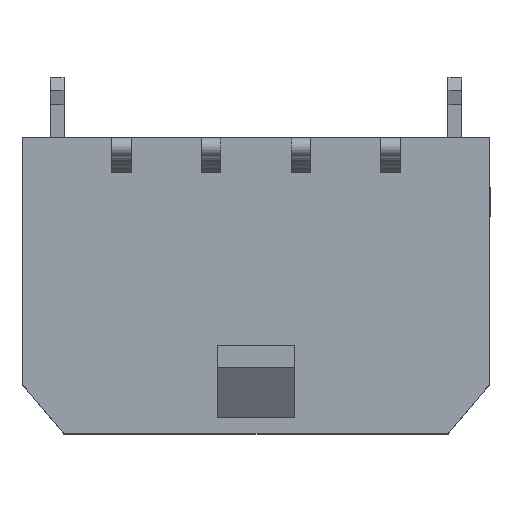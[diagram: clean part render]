
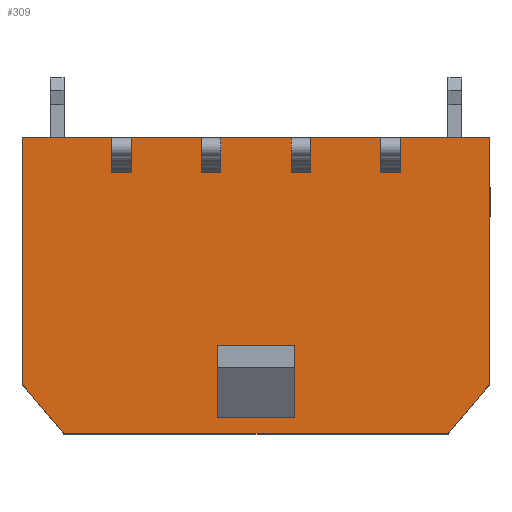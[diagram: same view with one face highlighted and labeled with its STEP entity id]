
A CAD part, top view. The second image highlights one B-rep face of the part: STEP entity #309.
In plain terms, the highlighted planar face has unit normal (0, 0, 1).
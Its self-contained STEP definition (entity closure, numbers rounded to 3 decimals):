
#309=ADVANCED_FACE('',(#653,#654,#655,#656,#657,#658),#495,.T.);
#495=PLANE('',#3403);
#653=FACE_BOUND('',#680,.T.);
#654=FACE_BOUND('',#681,.T.);
#655=FACE_BOUND('',#682,.T.);
#656=FACE_BOUND('',#683,.T.);
#657=FACE_BOUND('',#684,.T.);
#658=FACE_BOUND('',#685,.T.);
#680=EDGE_LOOP('',(#900,#901,#902,#903,#904,#905));
#681=EDGE_LOOP('',(#906,#907,#908,#909));
#682=EDGE_LOOP('',(#910,#911,#912,#913));
#683=EDGE_LOOP('',(#914,#915,#916,#917));
#684=EDGE_LOOP('',(#918,#919,#920,#921));
#685=EDGE_LOOP('',(#922,#923,#924,#925));
#900=ORIENTED_EDGE('',*,*,#2142,.F.);
#901=ORIENTED_EDGE('',*,*,#2143,.F.);
#902=ORIENTED_EDGE('',*,*,#2144,.T.);
#903=ORIENTED_EDGE('',*,*,#2145,.T.);
#904=ORIENTED_EDGE('',*,*,#2146,.F.);
#905=ORIENTED_EDGE('',*,*,#2147,.F.);
#906=ORIENTED_EDGE('',*,*,#2148,.T.);
#907=ORIENTED_EDGE('',*,*,#2149,.T.);
#908=ORIENTED_EDGE('',*,*,#2150,.F.);
#909=ORIENTED_EDGE('',*,*,#2151,.F.);
#910=ORIENTED_EDGE('',*,*,#2152,.T.);
#911=ORIENTED_EDGE('',*,*,#2153,.T.);
#912=ORIENTED_EDGE('',*,*,#2154,.T.);
#913=ORIENTED_EDGE('',*,*,#2155,.F.);
#914=ORIENTED_EDGE('',*,*,#2156,.T.);
#915=ORIENTED_EDGE('',*,*,#2157,.T.);
#916=ORIENTED_EDGE('',*,*,#2158,.T.);
#917=ORIENTED_EDGE('',*,*,#2159,.F.);
#918=ORIENTED_EDGE('',*,*,#2160,.T.);
#919=ORIENTED_EDGE('',*,*,#2161,.T.);
#920=ORIENTED_EDGE('',*,*,#2162,.T.);
#921=ORIENTED_EDGE('',*,*,#2163,.F.);
#922=ORIENTED_EDGE('',*,*,#2164,.T.);
#923=ORIENTED_EDGE('',*,*,#2165,.T.);
#924=ORIENTED_EDGE('',*,*,#2166,.T.);
#925=ORIENTED_EDGE('',*,*,#2167,.F.);
#1838=VERTEX_POINT('',#4602);
#1839=VERTEX_POINT('',#4603);
#1840=VERTEX_POINT('',#4605);
#1841=VERTEX_POINT('',#4607);
#1842=VERTEX_POINT('',#4609);
#1843=VERTEX_POINT('',#4611);
#1844=VERTEX_POINT('',#4614);
#1845=VERTEX_POINT('',#4615);
#1846=VERTEX_POINT('',#4617);
#1847=VERTEX_POINT('',#4619);
#1848=VERTEX_POINT('',#4622);
#1849=VERTEX_POINT('',#4623);
#1850=VERTEX_POINT('',#4625);
#1851=VERTEX_POINT('',#4627);
#1852=VERTEX_POINT('',#4630);
#1853=VERTEX_POINT('',#4631);
#1854=VERTEX_POINT('',#4633);
#1855=VERTEX_POINT('',#4635);
#1856=VERTEX_POINT('',#4638);
#1857=VERTEX_POINT('',#4639);
#1858=VERTEX_POINT('',#4641);
#1859=VERTEX_POINT('',#4643);
#1860=VERTEX_POINT('',#4646);
#1861=VERTEX_POINT('',#4647);
#1862=VERTEX_POINT('',#4649);
#1863=VERTEX_POINT('',#4651);
#2142=EDGE_CURVE('',#1838,#1839,#2611,.T.);
#2143=EDGE_CURVE('',#1840,#1838,#2612,.T.);
#2144=EDGE_CURVE('',#1840,#1841,#2613,.T.);
#2145=EDGE_CURVE('',#1841,#1842,#2614,.T.);
#2146=EDGE_CURVE('',#1843,#1842,#2615,.T.);
#2147=EDGE_CURVE('',#1839,#1843,#2616,.T.);
#2148=EDGE_CURVE('',#1844,#1845,#2617,.T.);
#2149=EDGE_CURVE('',#1845,#1846,#2618,.T.);
#2150=EDGE_CURVE('',#1847,#1846,#2619,.T.);
#2151=EDGE_CURVE('',#1844,#1847,#2620,.T.);
#2152=EDGE_CURVE('',#1848,#1849,#2621,.T.);
#2153=EDGE_CURVE('',#1849,#1850,#2622,.T.);
#2154=EDGE_CURVE('',#1850,#1851,#2623,.T.);
#2155=EDGE_CURVE('',#1848,#1851,#2624,.T.);
#2156=EDGE_CURVE('',#1852,#1853,#2625,.T.);
#2157=EDGE_CURVE('',#1853,#1854,#2626,.T.);
#2158=EDGE_CURVE('',#1854,#1855,#2627,.T.);
#2159=EDGE_CURVE('',#1852,#1855,#2628,.T.);
#2160=EDGE_CURVE('',#1856,#1857,#2629,.T.);
#2161=EDGE_CURVE('',#1857,#1858,#2630,.T.);
#2162=EDGE_CURVE('',#1858,#1859,#2631,.T.);
#2163=EDGE_CURVE('',#1856,#1859,#2632,.T.);
#2164=EDGE_CURVE('',#1860,#1861,#2633,.T.);
#2165=EDGE_CURVE('',#1861,#1862,#2634,.T.);
#2166=EDGE_CURVE('',#1862,#1863,#2635,.T.);
#2167=EDGE_CURVE('',#1860,#1863,#2636,.T.);
#2611=LINE('',#4601,#3016);
#2612=LINE('',#4604,#3017);
#2613=LINE('',#4606,#3018);
#2614=LINE('',#4608,#3019);
#2615=LINE('',#4610,#3020);
#2616=LINE('',#4612,#3021);
#2617=LINE('',#4613,#3022);
#2618=LINE('',#4616,#3023);
#2619=LINE('',#4618,#3024);
#2620=LINE('',#4620,#3025);
#2621=LINE('',#4621,#3026);
#2622=LINE('',#4624,#3027);
#2623=LINE('',#4626,#3028);
#2624=LINE('',#4628,#3029);
#2625=LINE('',#4629,#3030);
#2626=LINE('',#4632,#3031);
#2627=LINE('',#4634,#3032);
#2628=LINE('',#4636,#3033);
#2629=LINE('',#4637,#3034);
#2630=LINE('',#4640,#3035);
#2631=LINE('',#4642,#3036);
#2632=LINE('',#4644,#3037);
#2633=LINE('',#4645,#3038);
#2634=LINE('',#4648,#3039);
#2635=LINE('',#4650,#3040);
#2636=LINE('',#4652,#3041);
#3016=VECTOR('',#3676,1.);
#3017=VECTOR('',#3677,1.);
#3018=VECTOR('',#3678,1.);
#3019=VECTOR('',#3679,1.);
#3020=VECTOR('',#3680,1.);
#3021=VECTOR('',#3681,1.);
#3022=VECTOR('',#3682,1.);
#3023=VECTOR('',#3683,1.);
#3024=VECTOR('',#3684,1.);
#3025=VECTOR('',#3685,1.);
#3026=VECTOR('',#3686,1.);
#3027=VECTOR('',#3687,1.);
#3028=VECTOR('',#3688,1.);
#3029=VECTOR('',#3689,1.);
#3030=VECTOR('',#3690,1.);
#3031=VECTOR('',#3691,1.);
#3032=VECTOR('',#3692,1.);
#3033=VECTOR('',#3693,1.);
#3034=VECTOR('',#3694,1.);
#3035=VECTOR('',#3695,1.);
#3036=VECTOR('',#3696,1.);
#3037=VECTOR('',#3697,1.);
#3038=VECTOR('',#3698,1.);
#3039=VECTOR('',#3699,1.);
#3040=VECTOR('',#3700,1.);
#3041=VECTOR('',#3701,1.);
#3403=AXIS2_PLACEMENT_3D('',#4653,#3702,#3703);
#3676=DIRECTION('',(-0.643,-0.766,0.));
#3677=DIRECTION('',(0.,-1.,0.));
#3678=DIRECTION('',(-1.,0.,0.));
#3679=DIRECTION('',(0.,-1.,0.));
#3680=DIRECTION('',(-0.643,0.766,0.));
#3681=DIRECTION('',(-1.,0.,0.));
#3682=DIRECTION('',(-1.,0.,0.));
#3683=DIRECTION('',(0.,1.,0.));
#3684=DIRECTION('',(-1.,0.,0.));
#3685=DIRECTION('',(0.,1.,0.));
#3686=DIRECTION('',(1.,0.,0.));
#3687=DIRECTION('',(0.,-1.,0.));
#3688=DIRECTION('',(-1.,0.,0.));
#3689=DIRECTION('',(0.,-1.,0.));
#3690=DIRECTION('',(1.,0.,0.));
#3691=DIRECTION('',(0.,-1.,0.));
#3692=DIRECTION('',(-1.,0.,0.));
#3693=DIRECTION('',(0.,-1.,0.));
#3694=DIRECTION('',(1.,0.,0.));
#3695=DIRECTION('',(0.,-1.,0.));
#3696=DIRECTION('',(-1.,0.,0.));
#3697=DIRECTION('',(0.,-1.,0.));
#3698=DIRECTION('',(1.,0.,0.));
#3699=DIRECTION('',(0.,-1.,0.));
#3700=DIRECTION('',(-1.,0.,0.));
#3701=DIRECTION('',(0.,-1.,0.));
#3702=DIRECTION('',(0.,0.,1.));
#3703=DIRECTION('',(1.,0.,0.));
#4601=CARTESIAN_POINT('',(7.825,1.668,3.86));
#4602=CARTESIAN_POINT('',(7.825,1.668,3.86));
#4603=CARTESIAN_POINT('',(6.425,0.,3.86));
#4604=CARTESIAN_POINT('',(7.825,9.9,3.86));
#4605=CARTESIAN_POINT('',(7.825,9.9,3.86));
#4606=CARTESIAN_POINT('',(7.825,9.9,3.86));
#4607=CARTESIAN_POINT('',(-7.825,9.9,3.86));
#4608=CARTESIAN_POINT('',(-7.825,9.9,3.86));
#4609=CARTESIAN_POINT('',(-7.825,1.668,3.86));
#4610=CARTESIAN_POINT('',(-6.425,0.,3.86));
#4611=CARTESIAN_POINT('',(-6.425,0.,3.86));
#4612=CARTESIAN_POINT('',(7.825,0.,3.86));
#4613=CARTESIAN_POINT('',(1.3,0.54,3.86));
#4614=CARTESIAN_POINT('',(1.3,0.54,3.86));
#4615=CARTESIAN_POINT('',(-1.3,0.54,3.86));
#4616=CARTESIAN_POINT('',(-1.3,0.54,3.86));
#4617=CARTESIAN_POINT('',(-1.3,2.95,3.86));
#4618=CARTESIAN_POINT('',(1.3,2.95,3.86));
#4619=CARTESIAN_POINT('',(1.3,2.95,3.86));
#4620=CARTESIAN_POINT('',(1.3,0.54,3.86));
#4621=CARTESIAN_POINT('',(4.82,9.537,3.86));
#4622=CARTESIAN_POINT('',(4.18,9.537,3.86));
#4623=CARTESIAN_POINT('',(4.82,9.537,3.86));
#4624=CARTESIAN_POINT('',(4.82,9.9,3.86));
#4625=CARTESIAN_POINT('',(4.82,8.723,3.86));
#4626=CARTESIAN_POINT('',(4.82,8.723,3.86));
#4627=CARTESIAN_POINT('',(4.18,8.723,3.86));
#4628=CARTESIAN_POINT('',(4.18,9.9,3.86));
#4629=CARTESIAN_POINT('',(1.82,9.537,3.86));
#4630=CARTESIAN_POINT('',(1.18,9.537,3.86));
#4631=CARTESIAN_POINT('',(1.82,9.537,3.86));
#4632=CARTESIAN_POINT('',(1.82,9.9,3.86));
#4633=CARTESIAN_POINT('',(1.82,8.723,3.86));
#4634=CARTESIAN_POINT('',(1.82,8.723,3.86));
#4635=CARTESIAN_POINT('',(1.18,8.723,3.86));
#4636=CARTESIAN_POINT('',(1.18,9.9,3.86));
#4637=CARTESIAN_POINT('',(-1.18,9.537,3.86));
#4638=CARTESIAN_POINT('',(-1.82,9.537,3.86));
#4639=CARTESIAN_POINT('',(-1.18,9.537,3.86));
#4640=CARTESIAN_POINT('',(-1.18,9.9,3.86));
#4641=CARTESIAN_POINT('',(-1.18,8.723,3.86));
#4642=CARTESIAN_POINT('',(-1.18,8.723,3.86));
#4643=CARTESIAN_POINT('',(-1.82,8.723,3.86));
#4644=CARTESIAN_POINT('',(-1.82,9.9,3.86));
#4645=CARTESIAN_POINT('',(-4.18,9.537,3.86));
#4646=CARTESIAN_POINT('',(-4.82,9.537,3.86));
#4647=CARTESIAN_POINT('',(-4.18,9.537,3.86));
#4648=CARTESIAN_POINT('',(-4.18,9.9,3.86));
#4649=CARTESIAN_POINT('',(-4.18,8.723,3.86));
#4650=CARTESIAN_POINT('',(-4.18,8.723,3.86));
#4651=CARTESIAN_POINT('',(-4.82,8.723,3.86));
#4652=CARTESIAN_POINT('',(-4.82,9.9,3.86));
#4653=CARTESIAN_POINT('',(7.825,9.9,3.86));
